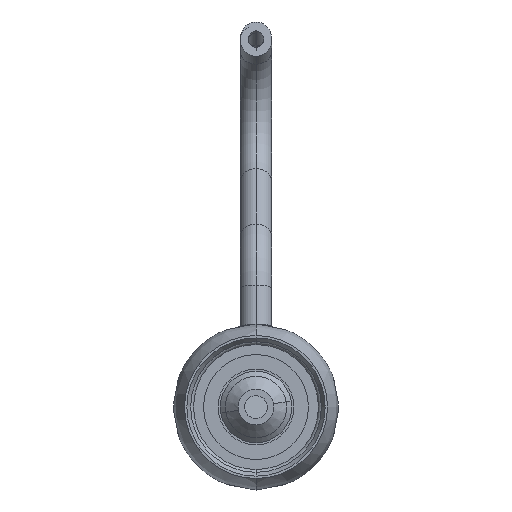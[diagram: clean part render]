
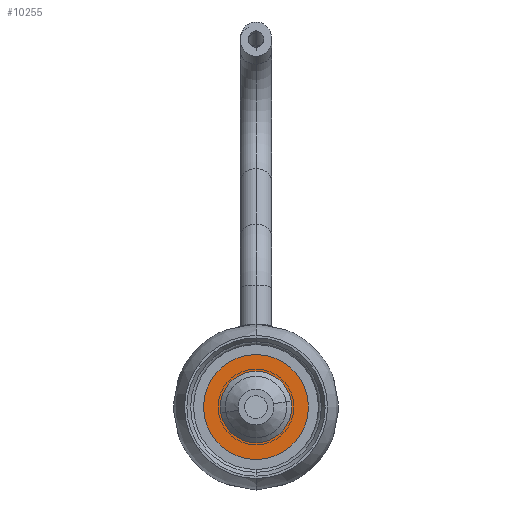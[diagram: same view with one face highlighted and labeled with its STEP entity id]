
A CAD part, front view. The second image highlights one B-rep face of the part: STEP entity #10255.
In plain terms, the highlighted planar face has unit normal (0, -1, 0).
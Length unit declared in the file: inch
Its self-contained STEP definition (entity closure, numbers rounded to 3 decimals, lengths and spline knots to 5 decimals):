
#7802=CARTESIAN_POINT('',(0.,0.,0.));
#7803=DIRECTION('',(0.,-1.,0.));
#7804=DIRECTION('',(0.,0.,-1.));
#7805=AXIS2_PLACEMENT_3D('',#7802,#7803,#7804);
#7815=CARTESIAN_POINT('',(0.,0.,0.));
#7816=DIRECTION('',(0.,1.,0.));
#7817=DIRECTION('',(0.,0.,-1.));
#7818=AXIS2_PLACEMENT_3D('',#7815,#7816,#7817);
#7820=CARTESIAN_POINT('',(0.,0.,0.));
#7821=DIRECTION('',(0.,-1.,0.));
#7822=DIRECTION('',(0.,0.,1.));
#7823=AXIS2_PLACEMENT_3D('',#7820,#7821,#7822);
#7825=CARTESIAN_POINT('',(0.,0.,0.));
#7826=DIRECTION('',(0.,-1.,0.));
#7827=DIRECTION('',(0.,0.,-1.));
#7828=AXIS2_PLACEMENT_3D('',#7825,#7826,#7827);
#8008=CARTESIAN_POINT('',(0.,0.,-0.415));
#8010=VERTEX_POINT('',#8008);
#8042=CARTESIAN_POINT('',(0.,0.,0.415));
#8044=VERTEX_POINT('',#8042);
#8212=CARTESIAN_POINT('',(0.,0.,0.2825));
#8213=CARTESIAN_POINT('',(0.,0.,-0.2825));
#8214=VERTEX_POINT('',#8212);
#8215=VERTEX_POINT('',#8213);
#10240=CARTESIAN_POINT('',(0.,0.,0.));
#10241=DIRECTION('',(0.,-1.,0.));
#10242=DIRECTION('',(0.,0.,1.));
#10243=AXIS2_PLACEMENT_3D('',#10240,#10241,#10242);
#10244=PLANE('',#10243);
#10245=ORIENTED_EDGE('',*,*,#10235,.T.);
#10246=ORIENTED_EDGE('',*,*,#10219,.F.);
#10247=EDGE_LOOP('',(#10245,#10246));
#10248=FACE_OUTER_BOUND('',#10247,.F.);
#10250=ORIENTED_EDGE('',*,*,#10249,.T.);
#10252=ORIENTED_EDGE('',*,*,#10251,.T.);
#10253=EDGE_LOOP('',(#10250,#10252));
#10254=FACE_BOUND('',#10253,.F.);
#10255=ADVANCED_FACE('',(#10248,#10254),#10244,.T.);
#7806=CIRCLE('',#7805,0.415);
#7819=CIRCLE('',#7818,0.415);
#7824=CIRCLE('',#7823,0.2825);
#7829=CIRCLE('',#7828,0.2825);
#10219=EDGE_CURVE('',#8010,#8044,#7806,.T.);
#10235=EDGE_CURVE('',#8010,#8044,#7819,.T.);
#10249=EDGE_CURVE('',#8214,#8215,#7824,.T.);
#10251=EDGE_CURVE('',#8215,#8214,#7829,.T.);
